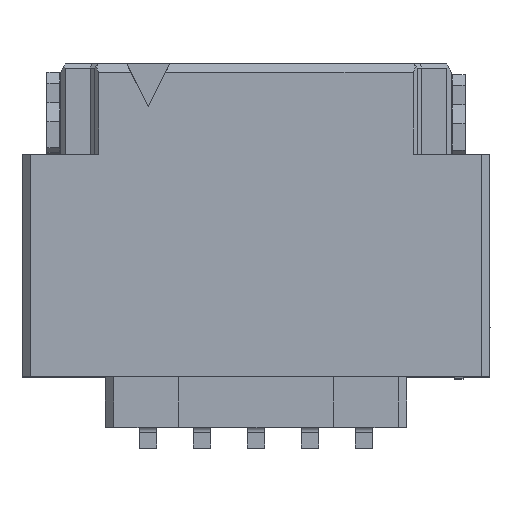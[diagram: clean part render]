
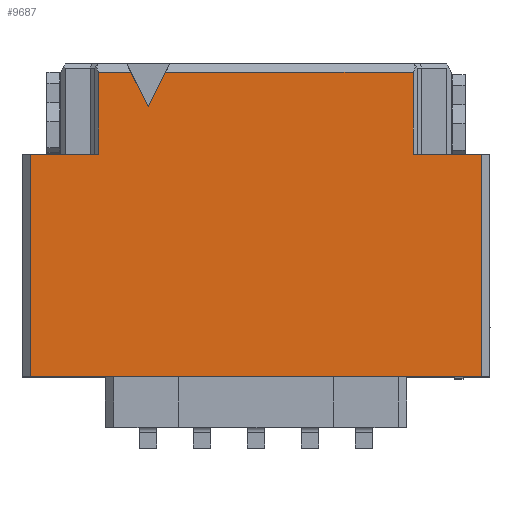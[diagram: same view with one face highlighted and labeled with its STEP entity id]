
A CAD part, top view. The second image highlights one B-rep face of the part: STEP entity #9687.
In plain terms, the highlighted planar face has unit normal (0, 0, 1).
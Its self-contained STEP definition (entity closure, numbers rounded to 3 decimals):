
#705=DIRECTION('',(-1.,0.,0.));
#706=VECTOR('',#705,0.745);
#707=CARTESIAN_POINT('',(83.95,-20.45,-491.02));
#708=LINE('',#707,#706);
#709=DIRECTION('',(-0.447,0.894,0.));
#710=VECTOR('',#709,0.894);
#711=CARTESIAN_POINT('',(84.35,-21.25,-491.02));
#712=LINE('',#711,#710);
#713=DIRECTION('',(-0.447,-0.894,0.));
#714=VECTOR('',#713,0.894);
#715=CARTESIAN_POINT('',(84.75,-20.45,-491.02));
#716=LINE('',#715,#714);
#717=DIRECTION('',(0.,1.,0.));
#718=VECTOR('',#717,1.9);
#719=CARTESIAN_POINT('',(90.495,-22.35,-491.02));
#720=LINE('',#719,#718);
#721=DIRECTION('',(-1.,0.,0.));
#722=VECTOR('',#721,1.58);
#723=CARTESIAN_POINT('',(92.075,-22.35,-491.02));
#724=LINE('',#723,#722);
#725=DIRECTION('',(0.,1.,0.));
#726=VECTOR('',#725,5.15);
#727=CARTESIAN_POINT('',(92.075,-27.5,-491.02));
#728=LINE('',#727,#726);
#729=DIRECTION('',(1.,0.,0.));
#730=VECTOR('',#729,10.45);
#731=CARTESIAN_POINT('',(81.625,-27.5,-491.02));
#732=LINE('',#731,#730);
#745=DIRECTION('',(0.,1.,0.));
#746=VECTOR('',#745,1.9);
#747=CARTESIAN_POINT('',(83.205,-22.35,-491.02));
#748=LINE('',#747,#746);
#805=DIRECTION('',(1.,0.,0.));
#806=VECTOR('',#805,1.58);
#807=CARTESIAN_POINT('',(81.625,-22.35,-491.02));
#808=LINE('',#807,#806);
#6381=DIRECTION('',(1.,0.,0.));
#6382=VECTOR('',#6381,5.745);
#6383=CARTESIAN_POINT('',(84.75,-20.45,-491.02));
#6384=LINE('',#6383,#6382);
#6613=DIRECTION('',(0.,1.,0.));
#6614=VECTOR('',#6613,5.15);
#6615=CARTESIAN_POINT('',(81.625,-27.5,-491.02));
#6616=LINE('',#6615,#6614);
#6990=CARTESIAN_POINT('',(92.075,-27.5,-491.02));
#6991=VERTEX_POINT('',#6990);
#6992=CARTESIAN_POINT('',(81.625,-27.5,-491.02));
#6993=VERTEX_POINT('',#6992);
#7086=CARTESIAN_POINT('',(90.495,-20.45,
-491.02));
#7087=VERTEX_POINT('',#7086);
#7088=CARTESIAN_POINT('',(90.495,-22.35,
-491.02));
#7089=VERTEX_POINT('',#7088);
#7252=CARTESIAN_POINT('',(81.625,-22.35,-491.02));
#7253=VERTEX_POINT('',#7252);
#7254=CARTESIAN_POINT('',(83.205,-22.35,
-491.02));
#7255=VERTEX_POINT('',#7254);
#7348=CARTESIAN_POINT('',(84.75,-20.45,-491.02));
#7349=VERTEX_POINT('',#7348);
#7865=CARTESIAN_POINT('',(83.95,-20.45,-491.02));
#7866=CARTESIAN_POINT('',(83.205,-20.45,
-491.02));
#7867=VERTEX_POINT('',#7865);
#7868=VERTEX_POINT('',#7866);
#7869=CARTESIAN_POINT('',(92.075,-22.35,-491.02));
#7870=VERTEX_POINT('',#7869);
#7871=CARTESIAN_POINT('',(84.35,-21.25,-491.02));
#7872=VERTEX_POINT('',#7871);
#9660=CARTESIAN_POINT('',(90.325,-27.5,-491.02));
#9661=DIRECTION('',(0.,0.,-1.));
#9662=DIRECTION('',(1.,0.,0.));
#9663=AXIS2_PLACEMENT_3D('',#9660,#9661,#9662);
#9664=PLANE('',#9663);
#9666=ORIENTED_EDGE('',*,*,#9665,.F.);
#9668=ORIENTED_EDGE('',*,*,#9667,.F.);
#9670=ORIENTED_EDGE('',*,*,#9669,.F.);
#9672=ORIENTED_EDGE('',*,*,#9671,.T.);
#9674=ORIENTED_EDGE('',*,*,#9673,.F.);
#9676=ORIENTED_EDGE('',*,*,#9675,.F.);
#9677=ORIENTED_EDGE('',*,*,#9652,.F.);
#9678=ORIENTED_EDGE('',*,*,#8939,.F.);
#9680=ORIENTED_EDGE('',*,*,#9679,.T.);
#9682=ORIENTED_EDGE('',*,*,#9681,.T.);
#9684=ORIENTED_EDGE('',*,*,#9683,.T.);
#9685=EDGE_LOOP('',(#9666,#9668,#9670,#9672,#9674,#9676,#9677,#9678,#9680,#9682,
#9684));
#9686=FACE_OUTER_BOUND('',#9685,.F.);
#9687=ADVANCED_FACE('',(#9686),#9664,.F.);
#8939=EDGE_CURVE('',#6993,#6991,#732,.T.);
#9652=EDGE_CURVE('',#6991,#7870,#728,.T.);
#9665=EDGE_CURVE('',#7867,#7868,#708,.T.);
#9667=EDGE_CURVE('',#7872,#7867,#712,.T.);
#9669=EDGE_CURVE('',#7349,#7872,#716,.T.);
#9671=EDGE_CURVE('',#7349,#7087,#6384,.T.);
#9673=EDGE_CURVE('',#7089,#7087,#720,.T.);
#9675=EDGE_CURVE('',#7870,#7089,#724,.T.);
#9679=EDGE_CURVE('',#6993,#7253,#6616,.T.);
#9681=EDGE_CURVE('',#7253,#7255,#808,.T.);
#9683=EDGE_CURVE('',#7255,#7868,#748,.T.);
